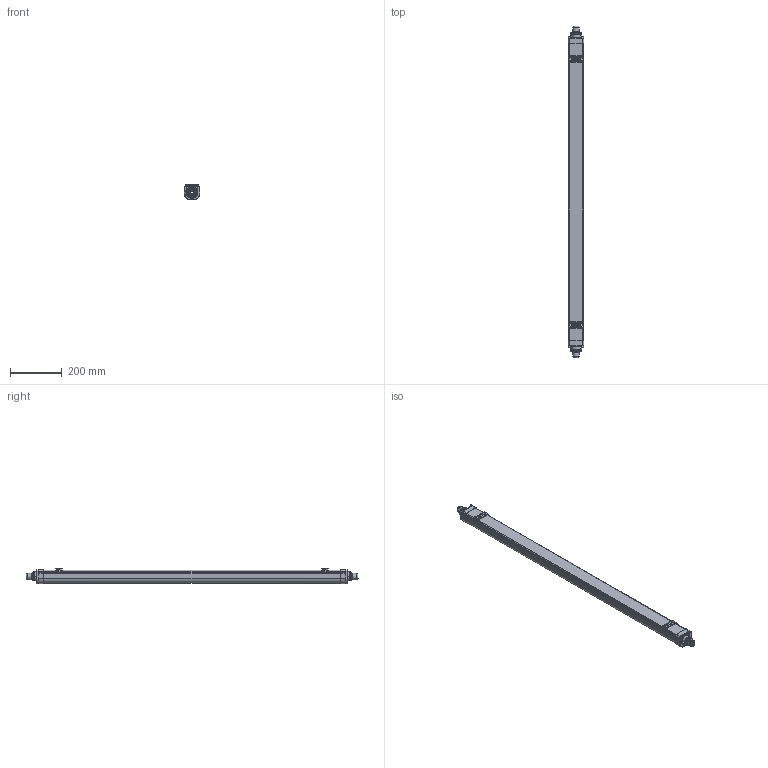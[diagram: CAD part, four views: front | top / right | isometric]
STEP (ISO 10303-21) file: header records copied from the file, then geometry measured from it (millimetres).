
FILE_DESCRIPTION (( 'STEP AP214' ), '1' );
FILE_NAME ('DP-COMP-TH-V-1200.STEP', '2023-01-03T11:25:34', ( '' ), ( '' ), 'SwSTEP 2.0', 'SolidWorks 2020', '' );
FILE_SCHEMA (( 'AUTOMOTIVE_DESIGN' ));
Length unit declared in the file: millimetre
Products named in the file (1): DP-COMP-TH-V-1200
Bounding box: 60 x 1281.24 x 58.65 mm (x, y, z)
Volume: 286410.2 mm3; surface area: 528051.9 mm2
Topology: 12 solids, 12 shells, 712 faces, 1930 edges, 1252 vertices
Faces by surface type: plane 274, cylinder 272, torus 72, bspline 48, cone 46
Full cylindrical faces by diameter (mm): 19.294 x2, 20.93 x2, 32.523 x2, 36.404 x2, 38.804 x2, 41.804 x2
Entity records: 33502 total; most frequent: CARTESIAN_POINT 19660, ORIENTED_EDGE 3716, EDGE_CURVE 1858, B_SPLINE_CURVE_WITH_KNOTS 1834, DIRECTION 1330, VERTEX_POINT 1242, EDGE_LOOP 816, FACE_OUTER_BOUND 728
